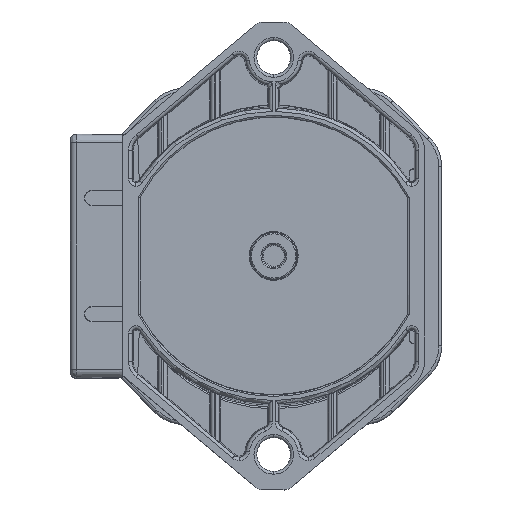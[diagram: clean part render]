
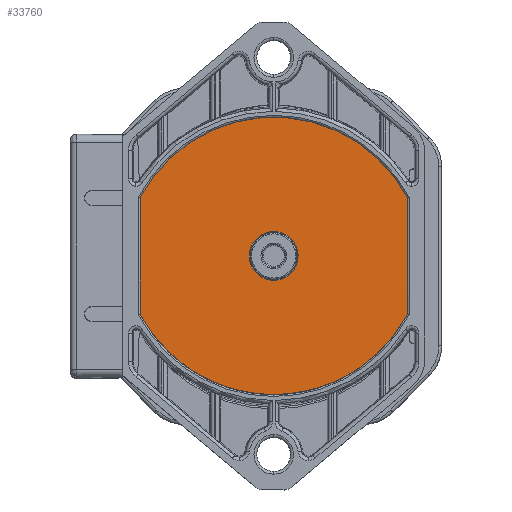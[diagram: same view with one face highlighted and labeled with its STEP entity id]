
A CAD part, top view. The second image highlights one B-rep face of the part: STEP entity #33760.
In plain terms, the highlighted planar face has unit normal (0, 0, -1).
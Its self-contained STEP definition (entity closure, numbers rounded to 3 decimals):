
#26982=DIRECTION('',(0.,-1.,0.));
#26983=VECTOR('',#26982,20.);
#26984=CARTESIAN_POINT('',(-23.,10.,44.7));
#26985=LINE('',#26984,#26983);
#26986=CARTESIAN_POINT('',(0.,2.124,44.7));
#26987=DIRECTION('',(0.,0.,1.));
#26988=DIRECTION('',(-0.885,-0.466,0.));
#26989=AXIS2_PLACEMENT_3D('',#26986,#26987,#26988);
#26991=DIRECTION('',(0.,1.,0.));
#26992=VECTOR('',#26991,20.);
#26993=CARTESIAN_POINT('',(23.,-10.,44.7));
#26994=LINE('',#26993,#26992);
#26995=CARTESIAN_POINT('',(0.,-2.124,44.7));
#26996=DIRECTION('',(0.,0.,1.));
#26997=DIRECTION('',(0.885,0.466,0.));
#26998=AXIS2_PLACEMENT_3D('',#26995,#26996,#26997);
#27000=CARTESIAN_POINT('',(0.,0.,44.7));
#27001=DIRECTION('',(0.,0.,-1.));
#27002=DIRECTION('',(0.,-1.,0.));
#27003=AXIS2_PLACEMENT_3D('',#27000,#27001,#27002);
#27005=CARTESIAN_POINT('',(0.,0.,44.7));
#27006=DIRECTION('',(0.,0.,-1.));
#27007=DIRECTION('',(0.,1.,0.));
#27008=AXIS2_PLACEMENT_3D('',#27005,#27006,#27007);
#28532=CARTESIAN_POINT('',(23.,10.,44.7));
#28533=VERTEX_POINT('',#28532);
#28534=CARTESIAN_POINT('',(23.,-10.,44.7));
#28535=VERTEX_POINT('',#28534);
#28784=CARTESIAN_POINT('',(0.,-4.2,44.7));
#28785=VERTEX_POINT('',#28784);
#28786=CARTESIAN_POINT('',(0.,4.2,44.7));
#28787=VERTEX_POINT('',#28786);
#29138=CARTESIAN_POINT('',(-23.,10.,44.7));
#29139=VERTEX_POINT('',#29138);
#29140=CARTESIAN_POINT('',(-23.,-10.,44.7));
#29141=VERTEX_POINT('',#29140);
#33740=CARTESIAN_POINT('',(0.,0.,44.7));
#33741=DIRECTION('',(0.,0.,1.));
#33742=DIRECTION('',(0.,-1.,0.));
#33743=AXIS2_PLACEMENT_3D('',#33740,#33741,#33742);
#33744=PLANE('',#33743);
#33746=ORIENTED_EDGE('',*,*,#33745,.T.);
#33747=ORIENTED_EDGE('',*,*,#33732,.T.);
#33749=ORIENTED_EDGE('',*,*,#33748,.T.);
#33751=ORIENTED_EDGE('',*,*,#33750,.T.);
#33752=EDGE_LOOP('',(#33746,#33747,#33749,#33751));
#33753=FACE_OUTER_BOUND('',#33752,.F.);
#33755=ORIENTED_EDGE('',*,*,#33754,.T.);
#33757=ORIENTED_EDGE('',*,*,#33756,.T.);
#33758=EDGE_LOOP('',(#33755,#33757));
#33759=FACE_BOUND('',#33758,.F.);
#33760=ADVANCED_FACE('',(#33753,#33759),#33744,.F.);
#26990=CIRCLE('',#26989,26.);
#26999=CIRCLE('',#26998,26.);
#27004=CIRCLE('',#27003,4.2);
#27009=CIRCLE('',#27008,4.2);
#33732=EDGE_CURVE('',#29141,#28535,#26990,.T.);
#33745=EDGE_CURVE('',#29139,#29141,#26985,.T.);
#33748=EDGE_CURVE('',#28535,#28533,#26994,.T.);
#33750=EDGE_CURVE('',#28533,#29139,#26999,.T.);
#33754=EDGE_CURVE('',#28785,#28787,#27004,.T.);
#33756=EDGE_CURVE('',#28787,#28785,#27009,.T.);
